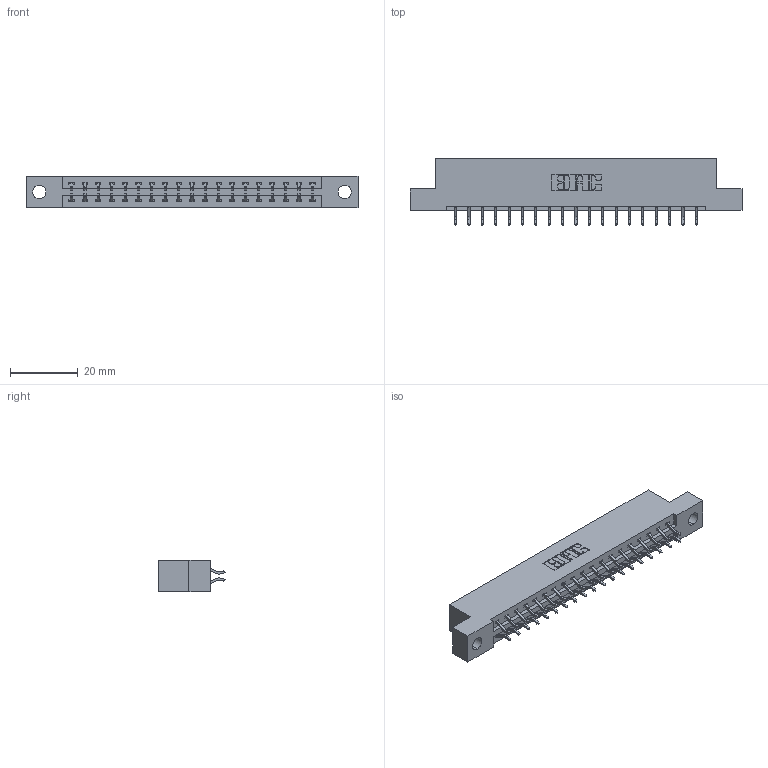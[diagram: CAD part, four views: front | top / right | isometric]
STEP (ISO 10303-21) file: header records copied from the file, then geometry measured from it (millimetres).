
FILE_DESCRIPTION (( 'STEP AP203' ), '1' );
FILE_NAME ('387-038-556-204.STEP', '2019-10-17T22:11:41', ( '' ), ( '' ), 'SwSTEP 2.0', 'SolidWorks 2016', '' );
FILE_SCHEMA (( 'CONFIG_CONTROL_DESIGN' ));
Length unit declared in the file: inch
Products named in the file (3): 345-292-001_556 Tail; 387-038-556-204; 337 Part_Flush Mounting Lugs - 0.156 Dia-TH
Assembly tree (39 placements, depth 2):
  387-038-556-204
    337 Part_Flush Mounting Lugs - 0.156 Dia-TH
    345-292-001_556 Tail  x38
Bounding box: 98.3 x 19.57 x 9.4 mm (x, y, z)
Volume: 9963.9 mm3; surface area: 10798.1 mm2
Topology: 39 solids, 39 shells, 2394 faces, 7113 edges, 4690 vertices
Faces by surface type: plane 1666, cylinder 728
Entity records: 17929 total; most frequent: CARTESIAN_POINT 3054, ORIENTED_EDGE 2978, DIRECTION 2629, EDGE_CURVE 1489, LINE 1353, VECTOR 1353, VERTEX_POINT 990, AXIS2_PLACEMENT_3D 638
